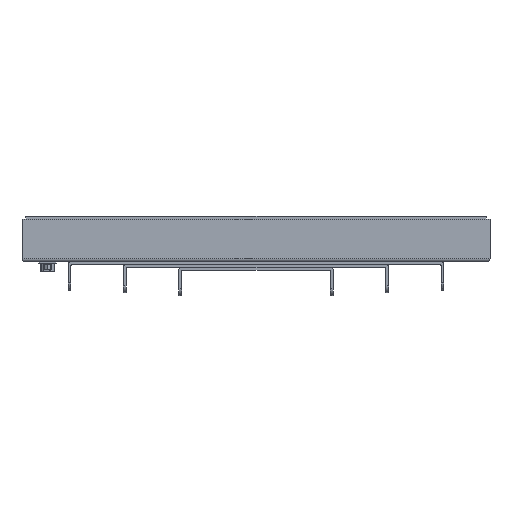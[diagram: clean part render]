
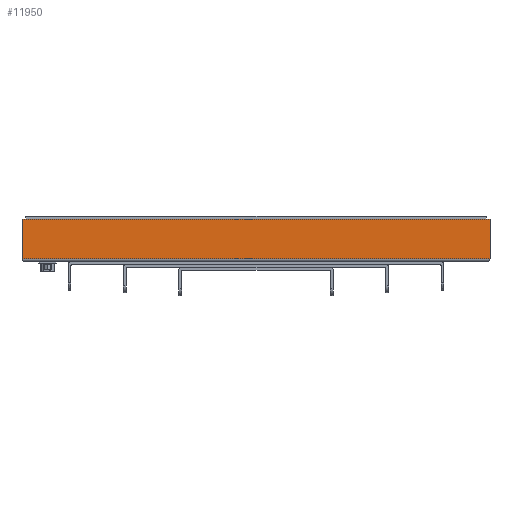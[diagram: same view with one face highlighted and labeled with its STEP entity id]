
A CAD part, front view. The second image highlights one B-rep face of the part: STEP entity #11950.
In plain terms, the highlighted face is planar.
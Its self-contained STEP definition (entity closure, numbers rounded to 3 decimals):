
#5766=ORIENTED_EDGE('',*,*,#7557,.F.);
#5767=ORIENTED_EDGE('',*,*,#7558,.T.);
#5768=ORIENTED_EDGE('',*,*,#7552,.T.);
#5769=ORIENTED_EDGE('',*,*,#7559,.F.);
#6715=VECTOR('',#8843,1.);
#6720=VECTOR('',#8850,1.);
#6721=VECTOR('',#8851,1.);
#6722=VECTOR('',#8852,1.);
#6951=LINE('',#10150,#6715);
#6956=LINE('',#10162,#6720);
#6957=LINE('',#10163,#6721);
#6958=LINE('',#10164,#6722);
#7185=VERTEX_POINT('',#10144);
#7187=VERTEX_POINT('',#10148);
#7192=VERTEX_POINT('',#10160);
#7193=VERTEX_POINT('',#10161);
#7552=EDGE_CURVE('',#7185,#7187,#6951,.T.);
#7557=EDGE_CURVE('',#7192,#7193,#6956,.T.);
#7558=EDGE_CURVE('',#7192,#7185,#6957,.T.);
#7559=EDGE_CURVE('',#7193,#7187,#6958,.T.);
#8028=EDGE_LOOP('',(#5766,#5767,#5768,#5769));
#8432=FACE_BOUND('',#8028,.T.);
#8843=DIRECTION('',(-330.,0.,0.));
#8848=DIRECTION('',(0.,1.,0.));
#8849=DIRECTION('',(1.,0.,0.));
#8850=DIRECTION('',(-330.,0.,0.));
#8851=DIRECTION('',(0.,0.,-28.));
#8852=DIRECTION('',(0.,0.,-28.));
#10144=CARTESIAN_POINT('',(0.,0.,-30.));
#10148=CARTESIAN_POINT('',(-330.,0.,-30.));
#10150=CARTESIAN_POINT('',(0.,0.,-30.));
#10159=CARTESIAN_POINT('',(0.,0.,-2.));
#10160=CARTESIAN_POINT('',(0.,0.,-2.));
#10161=CARTESIAN_POINT('',(-330.,0.,-2.));
#10162=CARTESIAN_POINT('',(0.,0.,-2.));
#10163=CARTESIAN_POINT('',(0.,0.,-2.));
#10164=CARTESIAN_POINT('',(-330.,0.,-2.));
#11278=AXIS2_PLACEMENT_3D('',#10159,#8848,#8849);
#11812=PLANE('',#11278);
#11950=ADVANCED_FACE('',(#8432),#11812,.T.);
